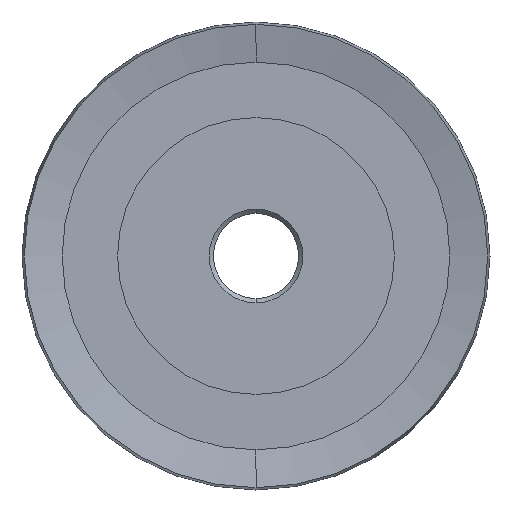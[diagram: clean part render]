
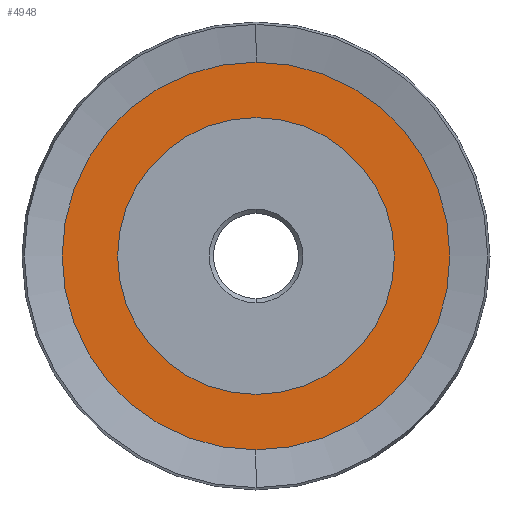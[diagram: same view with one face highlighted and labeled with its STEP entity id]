
A CAD part, left-side view. The second image highlights one B-rep face of the part: STEP entity #4948.
In plain terms, the highlighted planar face has unit normal (-1, 0, 0).
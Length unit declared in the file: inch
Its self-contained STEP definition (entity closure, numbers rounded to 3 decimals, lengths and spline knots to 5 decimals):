
#275 = CARTESIAN_POINT ( 'NONE',  ( 0.0325, 0., -0.4065 ) ) ;
#554 = CIRCLE ( 'NONE', #2987, 0.56958 ) ;
#778 = CIRCLE ( 'NONE', #5435, 0.56958 ) ;
#1001 = CARTESIAN_POINT ( 'NONE',  ( 0.0325, 0., 0. ) ) ;
#1046 = VERTEX_POINT ( 'NONE', #275 ) ;
#1181 = CARTESIAN_POINT ( 'NONE',  ( 0.0325, 0., 0.56958 ) ) ;
#1342 = DIRECTION ( 'NONE',  ( -1., 0., 0. ) ) ;
#1588 = ORIENTED_EDGE ( 'NONE', *, *, #2610, .T. ) ;
#1658 = DIRECTION ( 'NONE',  ( 0., 0., 1. ) ) ;
#1667 = CARTESIAN_POINT ( 'NONE',  ( 0.0325, 0., 0.4065 ) ) ;
#1809 = CIRCLE ( 'NONE', #3903, 0.4065 ) ;
#1943 = DIRECTION ( 'NONE',  ( -1., 0., 0. ) ) ;
#2452 = CARTESIAN_POINT ( 'NONE',  ( 0.0325, 0., 0. ) ) ;
#2534 = VERTEX_POINT ( 'NONE', #4501 ) ;
#2610 = EDGE_CURVE ( 'NONE', #2534, #4996, #778, .T. ) ;
#2869 = DIRECTION ( 'NONE',  ( -1., 0., 0. ) ) ;
#2987 = AXIS2_PLACEMENT_3D ( 'NONE', #6844, #2869, #7527 ) ;
#3112 = DIRECTION ( 'NONE',  ( 0., 0., 1. ) ) ;
#3173 = CIRCLE ( 'NONE', #5123, 0.4065 ) ;
#3187 = ORIENTED_EDGE ( 'NONE', *, *, #5202, .F. ) ;
#3826 = ORIENTED_EDGE ( 'NONE', *, *, #6802, .F. ) ;
#3851 = EDGE_CURVE ( 'NONE', #4996, #2534, #554, .T. ) ;
#3903 = AXIS2_PLACEMENT_3D ( 'NONE', #2452, #7103, #3112 ) ;
#4016 = VERTEX_POINT ( 'NONE', #1667 ) ;
#4123 = EDGE_LOOP ( 'NONE', ( #3187, #3826 ) ) ;
#4501 = CARTESIAN_POINT ( 'NONE',  ( 0.0325, 0., -0.56958 ) ) ;
#4671 = FACE_BOUND ( 'NONE', #4123, .T. ) ;
#4948 = ADVANCED_FACE ( 'NONE', ( #4671, #6440 ), #8290, .T. ) ;
#4996 = VERTEX_POINT ( 'NONE', #1181 ) ;
#5123 = AXIS2_PLACEMENT_3D ( 'NONE', #5329, #1342, #5987 ) ;
#5202 = EDGE_CURVE ( 'NONE', #1046, #4016, #3173, .T. ) ;
#5329 = CARTESIAN_POINT ( 'NONE',  ( 0.0325, 0., 0. ) ) ;
#5435 = AXIS2_PLACEMENT_3D ( 'NONE', #5930, #1943, #6573 ) ;
#5527 = EDGE_LOOP ( 'NONE', ( #8477, #1588 ) ) ;
#5640 = DIRECTION ( 'NONE',  ( -1., 0., 0. ) ) ;
#5930 = CARTESIAN_POINT ( 'NONE',  ( 0.0325, 0., 0. ) ) ;
#5987 = DIRECTION ( 'NONE',  ( 0., 0., 1. ) ) ;
#6440 = FACE_OUTER_BOUND ( 'NONE', #5527, .T. ) ;
#6573 = DIRECTION ( 'NONE',  ( 0., 0., 1. ) ) ;
#6802 = EDGE_CURVE ( 'NONE', #4016, #1046, #1809, .T. ) ;
#6844 = CARTESIAN_POINT ( 'NONE',  ( 0.0325, 0., 0. ) ) ;
#7062 = AXIS2_PLACEMENT_3D ( 'NONE', #1001, #5640, #1658 ) ;
#7103 = DIRECTION ( 'NONE',  ( -1., 0., 0. ) ) ;
#7527 = DIRECTION ( 'NONE',  ( 0., 0., 1. ) ) ;
#8290 = PLANE ( 'NONE',  #7062 ) ;
#8477 = ORIENTED_EDGE ( 'NONE', *, *, #3851, .T. ) ;
